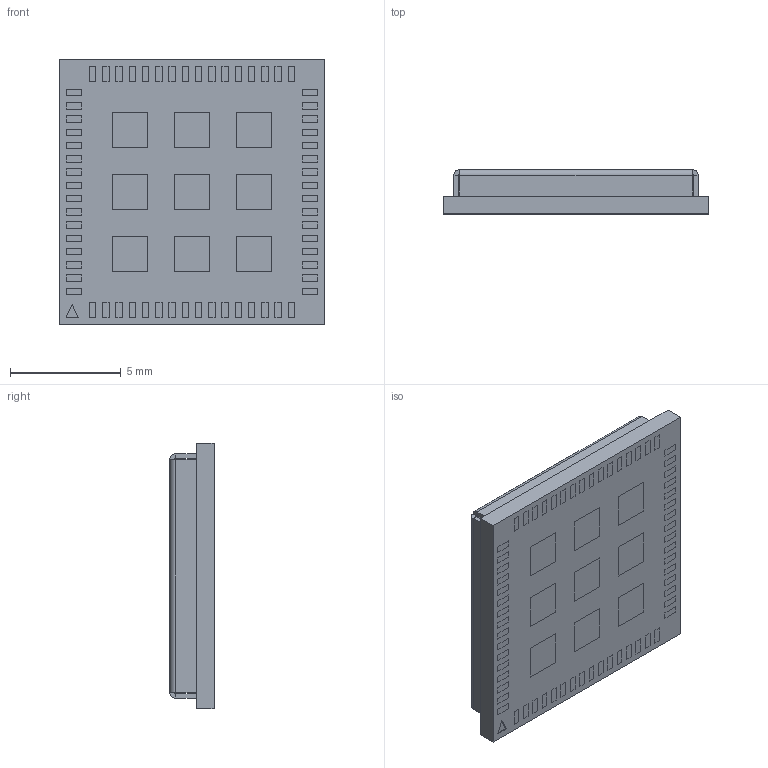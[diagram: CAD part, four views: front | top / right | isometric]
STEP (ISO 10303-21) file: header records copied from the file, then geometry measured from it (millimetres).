
FILE_DESCRIPTION (( 'STEP AP214' ), '1' );
FILE_NAME ('KG200ZABMD.STEP', '2025-06-18T15:20:31', ( 'LENOVO' ), ( '' ), 'SwSTEP 2.0', 'SolidWorks 2021', '' );
FILE_SCHEMA (( 'AUTOMOTIVE_DESIGN' ));
Length unit declared in the file: millimetre
Products named in the file (1): KG200ZABMD
Bounding box: 12 x 2 x 12 mm (x, y, z)
Volume: 147.5 mm3; surface area: 789.2 mm2
Topology: 95 solids, 95 shells, 1365 faces, 3196 edges, 2120 vertices
Faces by surface type: plane 1205, bspline 84, cylinder 76
Entity records: 44661 total; most frequent: CARTESIAN_POINT 12750, ORIENTED_EDGE 6392, DIRECTION 5744, EDGE_CURVE 3196, VECTOR 2876, LINE 2876, VERTEX_POINT 2120, EDGE_LOOP 1476
